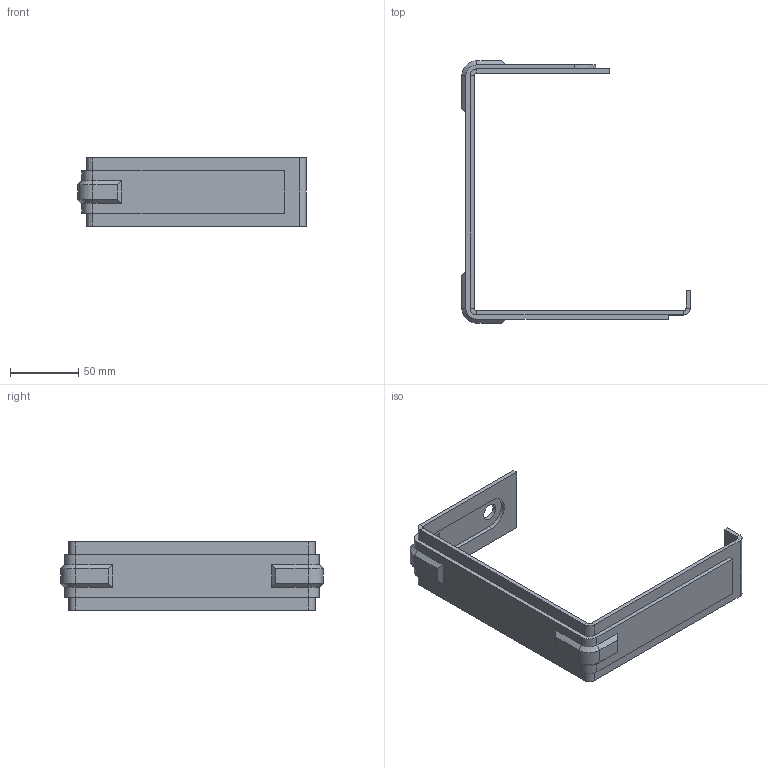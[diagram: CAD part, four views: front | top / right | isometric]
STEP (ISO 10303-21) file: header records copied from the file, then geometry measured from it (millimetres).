
FILE_DESCRIPTION (( 'STEP AP214' ), '1' );
FILE_NAME ('Ñêîáà CS_BBA1015.STEP', '2012-11-19T06:55:14', ( 'Àñååâ' ), ( '' ), 'SwSTEP 2.0', 'SolidWorks 2012', '' );
FILE_SCHEMA (( 'AUTOMOTIVE_DESIGN' ));
Length unit declared in the file: millimetre
Products named in the file (1): Ñêîáà CS_BBA1015
Bounding box: 167 x 192 x 50 mm (x, y, z)
Volume: 76691.5 mm3; surface area: 54230.4 mm2
Topology: 1 solids, 1 shells, 104 faces, 251 edges, 149 vertices
Faces by surface type: plane 70, cylinder 26, cone 8
Full cylindrical faces by diameter (mm): 12.5 x1
Entity records: 2971 total; most frequent: DIRECTION 511, CARTESIAN_POINT 502, ORIENTED_EDGE 498, EDGE_CURVE 249, VECTOR 197, LINE 197, AXIS2_PLACEMENT_3D 157, VERTEX_POINT 148
